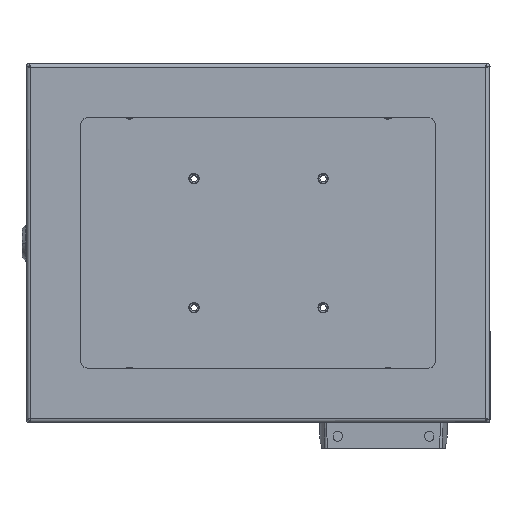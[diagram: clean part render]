
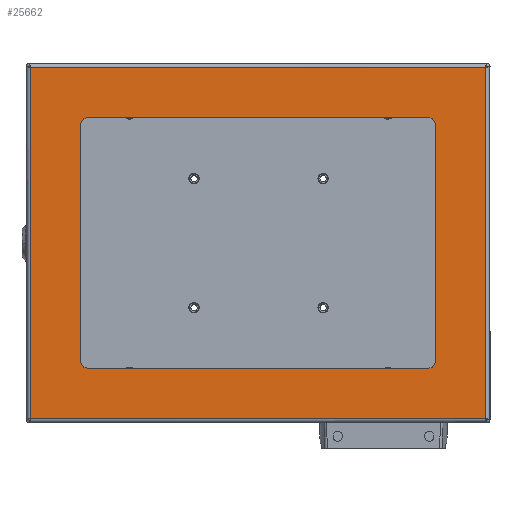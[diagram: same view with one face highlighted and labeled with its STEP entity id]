
A CAD part, top view. The second image highlights one B-rep face of the part: STEP entity #25662.
In plain terms, the highlighted planar face has unit normal (0, 0, 1).
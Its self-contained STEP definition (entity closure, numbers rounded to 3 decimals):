
#62 = DIRECTION ( 'NONE',  ( 1., 0., 0. ) ) ;
#150 = AXIS2_PLACEMENT_3D ( 'NONE', #1390, #10833, #20657 ) ;
#722 = EDGE_LOOP ( 'NONE', ( #7353, #25091, #10726, #11597 ) ) ;
#832 = DIRECTION ( 'NONE',  ( 1., 0., 0. ) ) ;
#1107 = CARTESIAN_POINT ( 'NONE',  ( -176.686, 136.793, 100. ) ) ;
#1390 = CARTESIAN_POINT ( 'NONE',  ( -132.736, -91.9, 100. ) ) ;
#1742 = EDGE_CURVE ( 'NONE', #3871, #10657, #3385, .T. ) ;
#1775 = EDGE_CURVE ( 'NONE', #14100, #2903, #15673, .T. ) ;
#1872 = VERTEX_POINT ( 'NONE', #7622 ) ;
#2058 = EDGE_CURVE ( 'NONE', #3871, #21291, #12862, .T. ) ;
#2247 = LINE ( 'NONE', #1107, #23530 ) ;
#2903 = VERTEX_POINT ( 'NONE', #29482 ) ;
#3046 = EDGE_CURVE ( 'NONE', #1872, #15128, #21025, .T. ) ;
#3082 = LINE ( 'NONE', #16048, #30333 ) ;
#3385 = LINE ( 'NONE', #23909, #9275 ) ;
#3655 = CARTESIAN_POINT ( 'NONE',  ( -137.736, 91.9, 100. ) ) ;
#3871 = VERTEX_POINT ( 'NONE', #3655 ) ;
#4535 = CARTESIAN_POINT ( 'NONE',  ( -132.736, 96.9, 100. ) ) ;
#4600 = VECTOR ( 'NONE', #832, 1000. ) ;
#4989 = EDGE_CURVE ( 'NONE', #28990, #12944, #12515, .T. ) ;
#5976 = AXIS2_PLACEMENT_3D ( 'NONE', #29918, #8297, #8505 ) ;
#6167 = LINE ( 'NONE', #13776, #24419 ) ;
#6288 = CARTESIAN_POINT ( 'NONE',  ( 136.864, -91.9, 100. ) ) ;
#6922 = CARTESIAN_POINT ( 'NONE',  ( -177.479, -136., 100. ) ) ;
#7152 = FACE_OUTER_BOUND ( 'NONE', #722, .T. ) ;
#7353 = ORIENTED_EDGE ( 'NONE', *, *, #3046, .T. ) ;
#7622 = CARTESIAN_POINT ( 'NONE',  ( 175.814, 136., 100. ) ) ;
#8297 = DIRECTION ( 'NONE',  ( 0., 0., 1. ) ) ;
#8374 = EDGE_CURVE ( 'NONE', #16184, #1872, #19588, .T. ) ;
#8403 = EDGE_CURVE ( 'NONE', #14100, #12944, #6167, .T. ) ;
#8505 = DIRECTION ( 'NONE',  ( 1., 0., 0. ) ) ;
#9275 = VECTOR ( 'NONE', #26037, 1000. ) ;
#9863 = ORIENTED_EDGE ( 'NONE', *, *, #4989, .T. ) ;
#10097 = ORIENTED_EDGE ( 'NONE', *, *, #1775, .T. ) ;
#10135 = CARTESIAN_POINT ( 'NONE',  ( -137.736, -91.9, 100. ) ) ;
#10198 = AXIS2_PLACEMENT_3D ( 'NONE', #26640, #24023, #21590 ) ;
#10657 = VERTEX_POINT ( 'NONE', #10135 ) ;
#10698 = CIRCLE ( 'NONE', #150, 5. ) ;
#10726 = ORIENTED_EDGE ( 'NONE', *, *, #26162, .T. ) ;
#10798 = CARTESIAN_POINT ( 'NONE',  ( 136.864, -96.9, 100. ) ) ;
#10833 = DIRECTION ( 'NONE',  ( 0., 0., -1. ) ) ;
#10873 = ORIENTED_EDGE ( 'NONE', *, *, #24823, .F. ) ;
#11597 = ORIENTED_EDGE ( 'NONE', *, *, #8374, .T. ) ;
#11850 = VERTEX_POINT ( 'NONE', #15398 ) ;
#11966 = ORIENTED_EDGE ( 'NONE', *, *, #29392, .F. ) ;
#12032 = ORIENTED_EDGE ( 'NONE', *, *, #2058, .T. ) ;
#12291 = EDGE_LOOP ( 'NONE', ( #10873, #14588, #15312, #12032, #11966, #9863, #22675, #10097 ) ) ;
#12515 = CIRCLE ( 'NONE', #10198, 5. ) ;
#12812 = LINE ( 'NONE', #10798, #4600 ) ;
#12862 = CIRCLE ( 'NONE', #26193, 5. ) ;
#12944 = VERTEX_POINT ( 'NONE', #18849 ) ;
#13776 = CARTESIAN_POINT ( 'NONE',  ( 136.864, -96.9, 100. ) ) ;
#14100 = VERTEX_POINT ( 'NONE', #6288 ) ;
#14527 = AXIS2_PLACEMENT_3D ( 'NONE', #16476, #16294, #62 ) ;
#14588 = ORIENTED_EDGE ( 'NONE', *, *, #22232, .T. ) ;
#15128 = VERTEX_POINT ( 'NONE', #28877 ) ;
#15312 = ORIENTED_EDGE ( 'NONE', *, *, #1742, .F. ) ;
#15398 = CARTESIAN_POINT ( 'NONE',  ( -176.686, -136., 100. ) ) ;
#15491 = PLANE ( 'NONE',  #5976 ) ;
#15673 = CIRCLE ( 'NONE', #14527, 5. ) ;
#16048 = CARTESIAN_POINT ( 'NONE',  ( 136.864, 96.9, 100. ) ) ;
#16184 = VERTEX_POINT ( 'NONE', #27082 ) ;
#16294 = DIRECTION ( 'NONE',  ( 0., 0., -1. ) ) ;
#16367 = DIRECTION ( 'NONE',  ( 0., 1., 0. ) ) ;
#16394 = DIRECTION ( 'NONE',  ( 1., 0., 0. ) ) ;
#16476 = CARTESIAN_POINT ( 'NONE',  ( 131.864, -91.9, 100. ) ) ;
#16813 = LINE ( 'NONE', #6922, #22859 ) ;
#18499 = CARTESIAN_POINT ( 'NONE',  ( 175.814, -136.793, 100. ) ) ;
#18724 = FACE_BOUND ( 'NONE', #12291, .T. ) ;
#18831 = VECTOR ( 'NONE', #25510, 1000. ) ;
#18849 = CARTESIAN_POINT ( 'NONE',  ( 136.864, 91.9, 100. ) ) ;
#18857 = EDGE_CURVE ( 'NONE', #15128, #11850, #2247, .T. ) ;
#19588 = LINE ( 'NONE', #18499, #18831 ) ;
#20214 = CARTESIAN_POINT ( 'NONE',  ( 131.864, 96.9, 100. ) ) ;
#20603 = DIRECTION ( 'NONE',  ( -1., 0., 0. ) ) ;
#20657 = DIRECTION ( 'NONE',  ( 1., 0., 0. ) ) ;
#21025 = LINE ( 'NONE', #29902, #28498 ) ;
#21291 = VERTEX_POINT ( 'NONE', #4535 ) ;
#21590 = DIRECTION ( 'NONE',  ( 1., 0., 0. ) ) ;
#22232 = EDGE_CURVE ( 'NONE', #26923, #10657, #10698, .T. ) ;
#22349 = DIRECTION ( 'NONE',  ( 0., -1., 0. ) ) ;
#22570 = CARTESIAN_POINT ( 'NONE',  ( -132.736, 91.9, 100. ) ) ;
#22675 = ORIENTED_EDGE ( 'NONE', *, *, #8403, .F. ) ;
#22755 = CARTESIAN_POINT ( 'NONE',  ( -132.736, -96.9, 100. ) ) ;
#22859 = VECTOR ( 'NONE', #16394, 1000. ) ;
#23353 = DIRECTION ( 'NONE',  ( -1., 0., 0. ) ) ;
#23530 = VECTOR ( 'NONE', #22349, 1000. ) ;
#23909 = CARTESIAN_POINT ( 'NONE',  ( -137.736, -96.9, 100. ) ) ;
#24023 = DIRECTION ( 'NONE',  ( 0., 0., -1. ) ) ;
#24419 = VECTOR ( 'NONE', #16367, 1000. ) ;
#24823 = EDGE_CURVE ( 'NONE', #26923, #2903, #12812, .T. ) ;
#25091 = ORIENTED_EDGE ( 'NONE', *, *, #18857, .T. ) ;
#25510 = DIRECTION ( 'NONE',  ( 0., 1., 0. ) ) ;
#25662 = ADVANCED_FACE ( 'NONE', ( #18724, #7152 ), #15491, .T. ) ;
#26037 = DIRECTION ( 'NONE',  ( 0., -1., 0. ) ) ;
#26162 = EDGE_CURVE ( 'NONE', #11850, #16184, #16813, .T. ) ;
#26193 = AXIS2_PLACEMENT_3D ( 'NONE', #22570, #27287, #29591 ) ;
#26640 = CARTESIAN_POINT ( 'NONE',  ( 131.864, 91.9, 100. ) ) ;
#26923 = VERTEX_POINT ( 'NONE', #22755 ) ;
#27082 = CARTESIAN_POINT ( 'NONE',  ( 175.814, -136., 100. ) ) ;
#27287 = DIRECTION ( 'NONE',  ( 0., 0., -1. ) ) ;
#28498 = VECTOR ( 'NONE', #20603, 1000. ) ;
#28877 = CARTESIAN_POINT ( 'NONE',  ( -176.686, 136., 100. ) ) ;
#28990 = VERTEX_POINT ( 'NONE', #20214 ) ;
#29392 = EDGE_CURVE ( 'NONE', #28990, #21291, #3082, .T. ) ;
#29482 = CARTESIAN_POINT ( 'NONE',  ( 131.864, -96.9, 100. ) ) ;
#29591 = DIRECTION ( 'NONE',  ( 1., 0., 0. ) ) ;
#29902 = CARTESIAN_POINT ( 'NONE',  ( 176.607, 136., 100. ) ) ;
#29918 = CARTESIAN_POINT ( 'NONE',  ( -0.436, 0., 100. ) ) ;
#30333 = VECTOR ( 'NONE', #23353, 1000. ) ;
